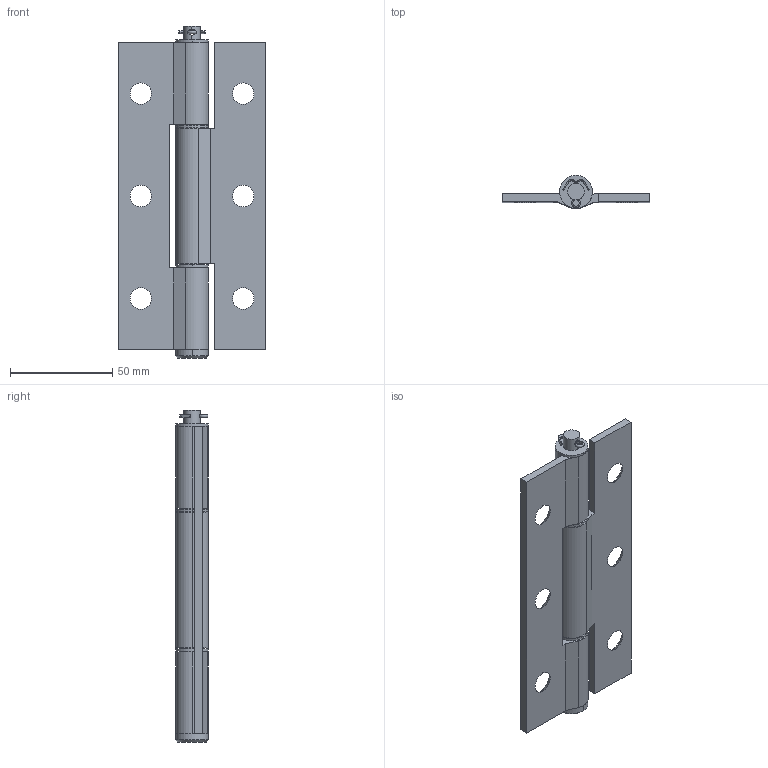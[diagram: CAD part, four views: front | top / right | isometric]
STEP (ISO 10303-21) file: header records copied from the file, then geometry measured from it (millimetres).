
FILE_DESCRIPTION (( 'STEP AP203' ), '1' );
FILE_NAME ('B-1810-1.STEP', '2009-09-11T01:44:37', ( ' ' ), ( ' ' ), 'SwSTEP 2.0', 'SolidWorks 2007', '' );
FILE_SCHEMA (( 'CONFIG_CONTROL_DESIGN' ));
Length unit declared in the file: millimetre
Products named in the file (6): B-1810-1; B-1810-1暯嵗嬥__棉太倌; B-1810-1塇崻A__棉太倌; 妱傝僺儞丂屇傃4_L=15庢晅忬懺冇10幉; B-1810-1僺儞__棉太倌; B-1810-1塇崻B__棉太倌
Assembly tree (7 placements, depth 2):
  B-1810-1
    B-1810-1暯嵗嬥__棉太倌  x3
    B-1810-1塇崻A__棉太倌
    妱傝僺儞丂屇傃4_L=15庢晅忬懺冇10幉
    B-1810-1僺儞__棉太倌
    B-1810-1塇崻B__棉太倌
Bounding box: 72 x 16 x 162 mm (x, y, z)
Volume: 59729.5 mm3; surface area: 35049.4 mm2
Topology: 7 solids, 7 shells, 107 faces, 260 edges, 166 vertices
Faces by surface type: cylinder 44, plane 38, cone 14, torus 11
Entity records: 3672 total; most frequent: CARTESIAN_POINT 595, DIRECTION 548, ORIENTED_EDGE 472, EDGE_CURVE 236, AXIS2_PLACEMENT_3D 215, VERTEX_POINT 150, VECTOR 118, LINE 118
